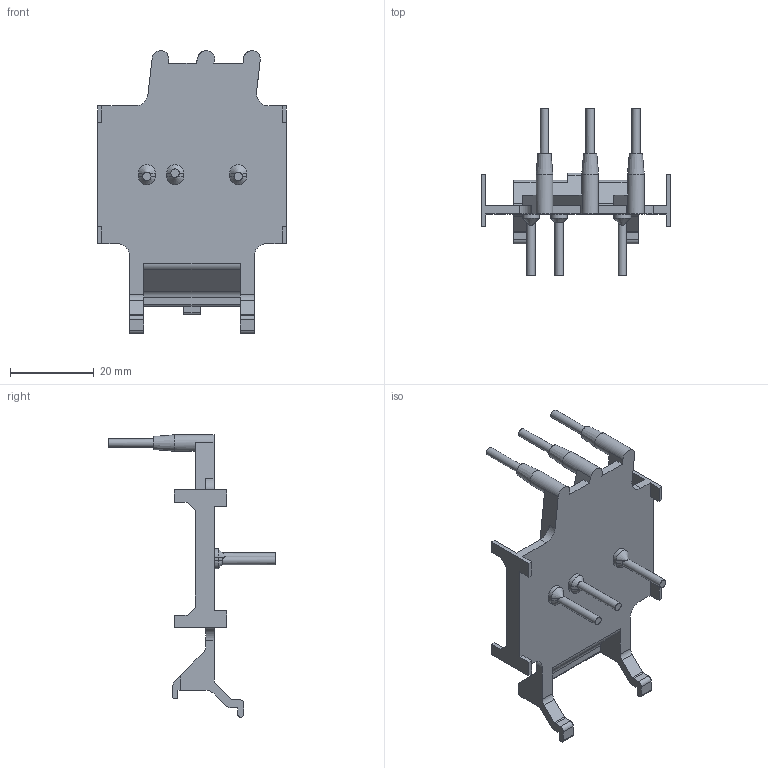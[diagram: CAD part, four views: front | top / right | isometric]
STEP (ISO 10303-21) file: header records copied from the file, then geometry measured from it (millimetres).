
FILE_DESCRIPTION((''),'2;1');
FILE_NAME('12M90035G01 - 330-CMS225A.stp','2015-05-26T13:47:22',('rshanor'),(''),'Autodesk Inventor 2013','Autodesk Inventor 2013','');
FILE_SCHEMA(('AUTOMOTIVE_DESIGN { 1 2 10303 214 0 1 1 1 }'));
Length unit declared in the file: millimetre
Products named in the file (1): 12M90035X01
Bounding box: 45 x 40 x 67.4 mm (x, y, z)
Volume: 6706.6 mm3; surface area: 7504.7 mm2
Topology: 1 solids, 1 shells, 161 faces, 441 edges, 294 vertices
Faces by surface type: plane 95, cylinder 57, cone 9
Full cylindrical faces by diameter (mm): 2 x12, 4 x3
Entity records: 5126 total; most frequent: CARTESIAN_POINT 890, DIRECTION 849, ORIENTED_EDGE 816, EDGE_CURVE 408, VECTOR 285, LINE 285, AXIS2_PLACEMENT_3D 282, VERTEX_POINT 279
